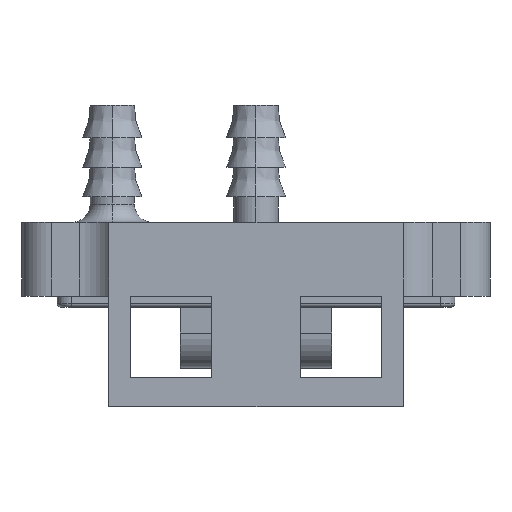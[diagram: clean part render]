
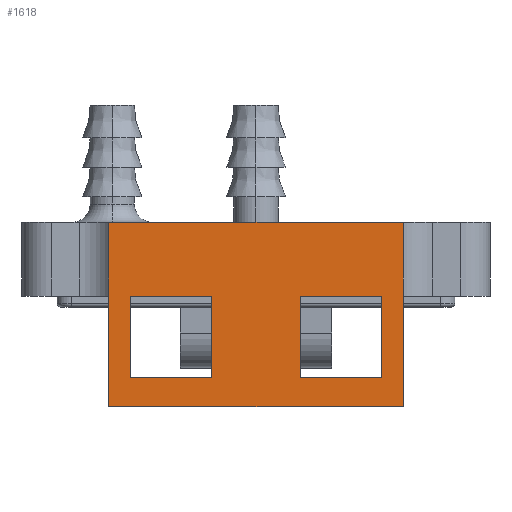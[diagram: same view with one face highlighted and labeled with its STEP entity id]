
A CAD part, left-side view. The second image highlights one B-rep face of the part: STEP entity #1618.
In plain terms, the highlighted planar face has unit normal (-1, 0, 0).
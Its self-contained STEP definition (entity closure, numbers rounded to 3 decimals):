
#21 = ORIENTED_EDGE ( 'NONE', *, *, #1021, .T. ) ;
#29 = VERTEX_POINT ( 'NONE', #2076 ) ;
#42 = DIRECTION ( 'NONE',  ( 0., 0., 1. ) ) ;
#113 = EDGE_CURVE ( 'NONE', #1570, #2829, #984, .T. ) ;
#170 = VERTEX_POINT ( 'NONE', #868 ) ;
#181 = DIRECTION ( 'NONE',  ( 0., -1., 0. ) ) ;
#196 = CARTESIAN_POINT ( 'NONE',  ( -33.75, -17., -11. ) ) ;
#225 = PLANE ( 'NONE',  #3336 ) ;
#241 = LINE ( 'NONE', #1322, #1557 ) ;
#247 = FACE_BOUND ( 'NONE', #691, .T. ) ;
#425 = VERTEX_POINT ( 'NONE', #3183 ) ;
#477 = CARTESIAN_POINT ( 'NONE',  ( -33.75, -20., 10. ) ) ;
#540 = ORIENTED_EDGE ( 'NONE', *, *, #915, .F. ) ;
#629 = VERTEX_POINT ( 'NONE', #2974 ) ;
#631 = DIRECTION ( 'NONE',  ( 0., 0., -1. ) ) ;
#642 = DIRECTION ( 'NONE',  ( 0., 1., 0. ) ) ;
#654 = CARTESIAN_POINT ( 'NONE',  ( -33.75, -17., 0. ) ) ;
#658 = ORIENTED_EDGE ( 'NONE', *, *, #3286, .F. ) ;
#691 = EDGE_LOOP ( 'NONE', ( #2803, #1716, #658, #540 ) ) ;
#740 = CARTESIAN_POINT ( 'NONE',  ( -33.75, 20., -15. ) ) ;
#760 = EDGE_CURVE ( 'NONE', #629, #2339, #3257, .T. ) ;
#771 = CARTESIAN_POINT ( 'NONE',  ( -33.75, -20., 0. ) ) ;
#784 = VECTOR ( 'NONE', #631, 1000. ) ;
#785 = VERTEX_POINT ( 'NONE', #962 ) ;
#812 = CARTESIAN_POINT ( 'NONE',  ( -33.75, 17., -11. ) ) ;
#868 = CARTESIAN_POINT ( 'NONE',  ( -33.75, -6., -11. ) ) ;
#881 = DIRECTION ( 'NONE',  ( 0., 0., -1. ) ) ;
#895 = DIRECTION ( 'NONE',  ( 0., 0., 1. ) ) ;
#915 = EDGE_CURVE ( 'NONE', #425, #29, #2732, .T. ) ;
#935 = VECTOR ( 'NONE', #2104, 1000. ) ;
#962 = CARTESIAN_POINT ( 'NONE',  ( -33.75, -6., 0. ) ) ;
#984 = LINE ( 'NONE', #1371, #1518 ) ;
#1021 = EDGE_CURVE ( 'NONE', #1273, #629, #2845, .T. ) ;
#1024 = VECTOR ( 'NONE', #895, 1000. ) ;
#1088 = EDGE_CURVE ( 'NONE', #2747, #425, #3256, .T. ) ;
#1181 = CARTESIAN_POINT ( 'NONE',  ( -33.75, 20., -15. ) ) ;
#1243 = ORIENTED_EDGE ( 'NONE', *, *, #2643, .T. ) ;
#1253 = CARTESIAN_POINT ( 'NONE',  ( -33.75, 20., -15. ) ) ;
#1256 = DIRECTION ( 'NONE',  ( 0., 1., 0. ) ) ;
#1271 = LINE ( 'NONE', #1478, #784 ) ;
#1273 = VERTEX_POINT ( 'NONE', #2797 ) ;
#1287 = ORIENTED_EDGE ( 'NONE', *, *, #2269, .F. ) ;
#1291 = VERTEX_POINT ( 'NONE', #477 ) ;
#1322 = CARTESIAN_POINT ( 'NONE',  ( -33.75, -17., 0. ) ) ;
#1333 = CARTESIAN_POINT ( 'NONE',  ( -33.75, 20., -15. ) ) ;
#1347 = LINE ( 'NONE', #3282, #1480 ) ;
#1369 = DIRECTION ( 'NONE',  ( -1., 0., 0. ) ) ;
#1371 = CARTESIAN_POINT ( 'NONE',  ( -33.75, -20., -15. ) ) ;
#1376 = DIRECTION ( 'NONE',  ( 0., 0., 1. ) ) ;
#1417 = CARTESIAN_POINT ( 'NONE',  ( -33.75, 6., 0. ) ) ;
#1418 = VECTOR ( 'NONE', #1256, 1000. ) ;
#1424 = CARTESIAN_POINT ( 'NONE',  ( -33.75, 6., 0. ) ) ;
#1453 = LINE ( 'NONE', #1659, #2309 ) ;
#1478 = CARTESIAN_POINT ( 'NONE',  ( -33.75, -6., 0. ) ) ;
#1480 = VECTOR ( 'NONE', #181, 1000. ) ;
#1506 = CARTESIAN_POINT ( 'NONE',  ( -33.75, 20., 10. ) ) ;
#1518 = VECTOR ( 'NONE', #1615, 1000. ) ;
#1539 = ORIENTED_EDGE ( 'NONE', *, *, #2741, .T. ) ;
#1557 = VECTOR ( 'NONE', #1582, 1000. ) ;
#1570 = VERTEX_POINT ( 'NONE', #1821 ) ;
#1582 = DIRECTION ( 'NONE',  ( 0., 1., 0. ) ) ;
#1611 = ORIENTED_EDGE ( 'NONE', *, *, #113, .T. ) ;
#1615 = DIRECTION ( 'NONE',  ( 0., 0., 1. ) ) ;
#1618 = ADVANCED_FACE ( 'NONE', ( #2089, #2744, #247 ), #225, .T. ) ;
#1659 = CARTESIAN_POINT ( 'NONE',  ( -33.75, 17., 0. ) ) ;
#1668 = VECTOR ( 'NONE', #881, 1000. ) ;
#1716 = ORIENTED_EDGE ( 'NONE', *, *, #3326, .F. ) ;
#1768 = CARTESIAN_POINT ( 'NONE',  ( -33.75, 17., 0. ) ) ;
#1785 = VECTOR ( 'NONE', #1864, 1000. ) ;
#1821 = CARTESIAN_POINT ( 'NONE',  ( -33.75, -20., -15. ) ) ;
#1830 = EDGE_CURVE ( 'NONE', #2829, #1291, #1933, .T. ) ;
#1845 = ORIENTED_EDGE ( 'NONE', *, *, #2511, .F. ) ;
#1864 = DIRECTION ( 'NONE',  ( 0., -1., 0. ) ) ;
#1879 = EDGE_LOOP ( 'NONE', ( #1243, #1611, #2775, #1539, #21, #2785 ) ) ;
#1883 = VERTEX_POINT ( 'NONE', #196 ) ;
#1900 = CARTESIAN_POINT ( 'NONE',  ( -33.75, 17., 0. ) ) ;
#1933 = LINE ( 'NONE', #2984, #2664 ) ;
#1966 = LINE ( 'NONE', #654, #1024 ) ;
#2000 = DIRECTION ( 'NONE',  ( 0., -1., 0. ) ) ;
#2008 = EDGE_CURVE ( 'NONE', #3182, #785, #241, .T. ) ;
#2026 = VECTOR ( 'NONE', #1376, 1000. ) ;
#2076 = CARTESIAN_POINT ( 'NONE',  ( -33.75, 6., -11. ) ) ;
#2089 = FACE_OUTER_BOUND ( 'NONE', #1879, .T. ) ;
#2104 = DIRECTION ( 'NONE',  ( 0., 0., -1. ) ) ;
#2128 = CARTESIAN_POINT ( 'NONE',  ( -33.75, 0., 0. ) ) ;
#2269 = EDGE_CURVE ( 'NONE', #170, #1883, #1347, .T. ) ;
#2309 = VECTOR ( 'NONE', #642, 1000. ) ;
#2313 = VECTOR ( 'NONE', #2000, 1000. ) ;
#2336 = EDGE_CURVE ( 'NONE', #785, #170, #1271, .T. ) ;
#2339 = VERTEX_POINT ( 'NONE', #1181 ) ;
#2474 = DIRECTION ( 'NONE',  ( 0., 0., 1. ) ) ;
#2511 = EDGE_CURVE ( 'NONE', #1883, #3182, #1966, .T. ) ;
#2540 = VERTEX_POINT ( 'NONE', #1424 ) ;
#2560 = LINE ( 'NONE', #1506, #1418 ) ;
#2577 = VECTOR ( 'NONE', #3054, 1000. ) ;
#2643 = EDGE_CURVE ( 'NONE', #2339, #1570, #2905, .T. ) ;
#2664 = VECTOR ( 'NONE', #2474, 1000. ) ;
#2699 = EDGE_LOOP ( 'NONE', ( #2728, #1845, #1287, #3128 ) ) ;
#2712 = LINE ( 'NONE', #1417, #2026 ) ;
#2728 = ORIENTED_EDGE ( 'NONE', *, *, #2008, .F. ) ;
#2732 = LINE ( 'NONE', #812, #1785 ) ;
#2741 = EDGE_CURVE ( 'NONE', #1291, #1273, #2560, .T. ) ;
#2744 = FACE_BOUND ( 'NONE', #2699, .T. ) ;
#2747 = VERTEX_POINT ( 'NONE', #1768 ) ;
#2775 = ORIENTED_EDGE ( 'NONE', *, *, #1830, .T. ) ;
#2785 = ORIENTED_EDGE ( 'NONE', *, *, #760, .T. ) ;
#2797 = CARTESIAN_POINT ( 'NONE',  ( -33.75, 20., 10. ) ) ;
#2803 = ORIENTED_EDGE ( 'NONE', *, *, #1088, .F. ) ;
#2829 = VERTEX_POINT ( 'NONE', #771 ) ;
#2845 = LINE ( 'NONE', #1333, #935 ) ;
#2905 = LINE ( 'NONE', #740, #2313 ) ;
#2974 = CARTESIAN_POINT ( 'NONE',  ( -33.75, 20., 0. ) ) ;
#2984 = CARTESIAN_POINT ( 'NONE',  ( -33.75, -20., -15. ) ) ;
#3054 = DIRECTION ( 'NONE',  ( 0., 0., -1. ) ) ;
#3128 = ORIENTED_EDGE ( 'NONE', *, *, #2336, .F. ) ;
#3182 = VERTEX_POINT ( 'NONE', #3349 ) ;
#3183 = CARTESIAN_POINT ( 'NONE',  ( -33.75, 17., -11. ) ) ;
#3256 = LINE ( 'NONE', #1900, #1668 ) ;
#3257 = LINE ( 'NONE', #1253, #2577 ) ;
#3282 = CARTESIAN_POINT ( 'NONE',  ( -33.75, -17., -11. ) ) ;
#3286 = EDGE_CURVE ( 'NONE', #29, #2540, #2712, .T. ) ;
#3326 = EDGE_CURVE ( 'NONE', #2540, #2747, #1453, .T. ) ;
#3336 = AXIS2_PLACEMENT_3D ( 'NONE', #2128, #1369, #42 ) ;
#3349 = CARTESIAN_POINT ( 'NONE',  ( -33.75, -17., 0. ) ) ;
